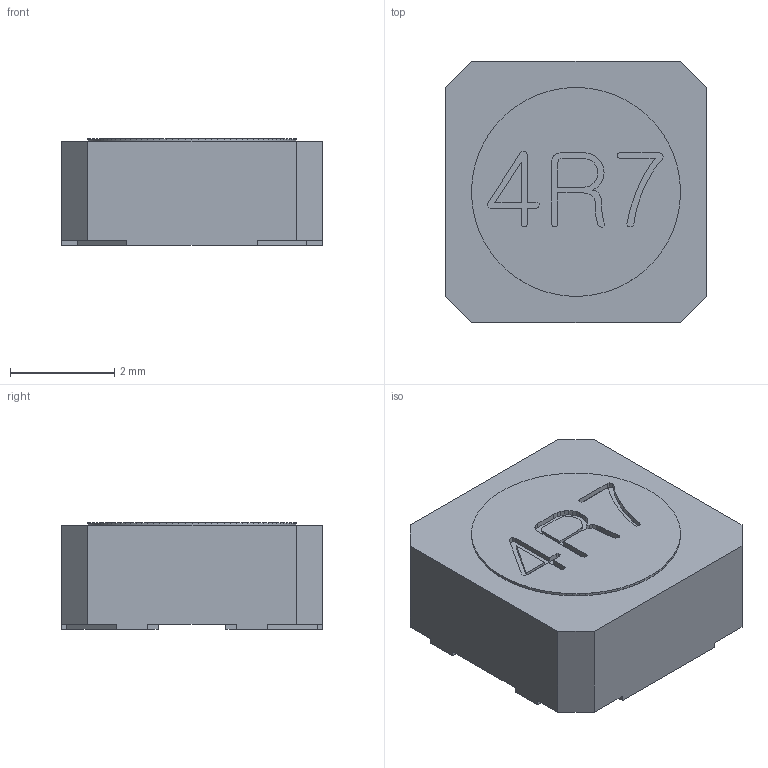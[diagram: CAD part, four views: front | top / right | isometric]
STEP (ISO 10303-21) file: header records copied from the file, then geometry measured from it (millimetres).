
FILE_DESCRIPTION(/* description */ (''),/* implementation_level */ '2;1');
FILE_NAME(/* name */ 'NRS5020.step',/* time_stamp */ '2018-05-23T01:44:05+09:00',/* author */ (''),/* organization */ (''),/* preprocessor_version */ 'ST-DEVELOPER v17',/* originating_system */ 'Autodesk Translation Framework v7.1.0.215',/* authorisation */ '');
FILE_SCHEMA (('AUTOMOTIVE_DESIGN { 1 0 10303 214 3 1 1 }'));
Length unit declared in the file: millimetre
Products named in the file (1): User Library-Inductor VLCF5020T-100M1R1-1
Bounding box: 5 x 5 x 2.05 mm (x, y, z)
Volume: 48.4 mm3; surface area: 89.6 mm2
Topology: 1 solids, 1 shells, 244 faces, 708 edges, 472 vertices
Faces by surface type: plane 244
Entity records: 7960 total; most frequent: CARTESIAN_POINT 1425, ORIENTED_EDGE 1416, DIRECTION 1198, LINE 708, VECTOR 708, EDGE_CURVE 708, VERTEX_POINT 472, EDGE_LOOP 250
